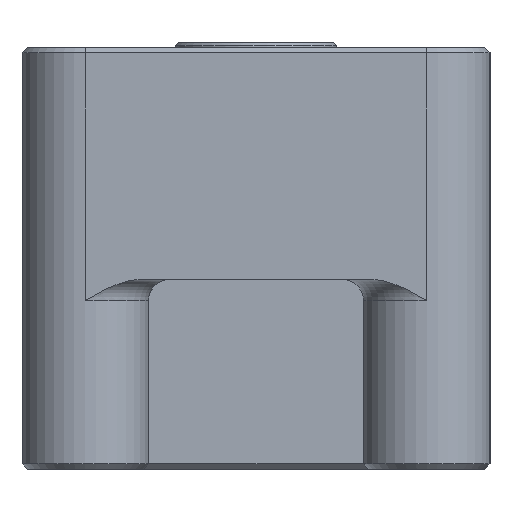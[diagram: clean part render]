
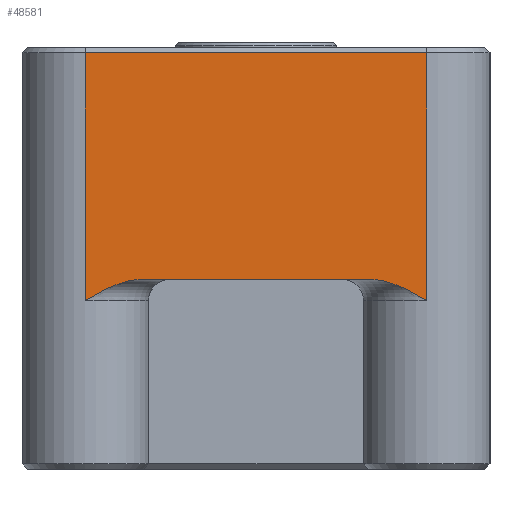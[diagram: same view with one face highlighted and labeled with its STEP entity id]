
A CAD part, front view. The second image highlights one B-rep face of the part: STEP entity #48581.
In plain terms, the highlighted planar face has unit normal (0, -1, 0).
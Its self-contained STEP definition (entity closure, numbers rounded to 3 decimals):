
#33=B_SPLINE_CURVE_WITH_KNOTS('',3,(#67581,#67582,#67583,#67584,#67585),
 .UNSPECIFIED.,.F.,.F.,(4,1,4),(0.,0.003,0.006),
 .UNSPECIFIED.);
#35=B_SPLINE_CURVE_WITH_KNOTS('',3,(#69966,#69967,#69968,#69969,#69970),
 .UNSPECIFIED.,.F.,.F.,(4,1,4),(0.,0.003,0.006),
 .UNSPECIFIED.);
#7218=ORIENTED_EDGE('',*,*,#16028,.T.);
#7219=ORIENTED_EDGE('',*,*,#16029,.T.);
#7220=ORIENTED_EDGE('',*,*,#16030,.T.);
#7221=ORIENTED_EDGE('',*,*,#16031,.T.);
#7222=ORIENTED_EDGE('',*,*,#14482,.F.);
#7223=ORIENTED_EDGE('',*,*,#14821,.T.);
#14482=EDGE_CURVE('',#19379,#19380,#22583,.T.);
#14821=EDGE_CURVE('',#19379,#19599,#33,.T.);
#16028=EDGE_CURVE('',#19599,#20306,#23358,.T.);
#16029=EDGE_CURVE('',#20306,#20307,#23359,.T.);
#16030=EDGE_CURVE('',#20307,#20308,#23360,.F.);
#16031=EDGE_CURVE('',#20308,#19380,#35,.F.);
#19379=VERTEX_POINT('',#66889);
#19380=VERTEX_POINT('',#66891);
#19599=VERTEX_POINT('',#67580);
#20306=VERTEX_POINT('',#69961);
#20307=VERTEX_POINT('',#69963);
#20308=VERTEX_POINT('',#69965);
#22583=LINE('',#66890,#25364);
#23358=LINE('',#69960,#26139);
#23359=LINE('',#69962,#26140);
#23360=LINE('',#69964,#26141);
#25364=VECTOR('',#55657,1000.);
#26139=VECTOR('',#59120,1000.);
#26140=VECTOR('',#59121,1000.);
#26141=VECTOR('',#59122,1000.);
#28433=EDGE_LOOP('',(#7218,#7219,#7220,#7221,#7222,#7223));
#30813=FACE_BOUND('',#28433,.T.);
#32578=PLANE('',#51661);
#48581=ADVANCED_FACE('',(#30813),#32578,.F.);
#51661=AXIS2_PLACEMENT_3D('',#69959,#59118,#59119);
#55657=DIRECTION('',(-1.,0.,0.));
#59118=DIRECTION('',(0.,1.,0.));
#59119=DIRECTION('',(0.,0.,1.));
#59120=DIRECTION('',(0.,0.,1.));
#59121=DIRECTION('',(-1.,0.,0.));
#59122=DIRECTION('',(0.,0.,1.));
#66889=CARTESIAN_POINT('',(10.908,-300.,-22.));
#66890=CARTESIAN_POINT('',(10.2,-300.,-22.));
#66891=CARTESIAN_POINT('',(-10.908,-300.,-22.));
#67580=CARTESIAN_POINT('',(16.2,-300.,-24.));
#67581=CARTESIAN_POINT('',(10.908,-300.,-22.));
#67582=CARTESIAN_POINT('',(11.874,-300.,-22.));
#67583=CARTESIAN_POINT('',(13.729,-300.,-22.572));
#67584=CARTESIAN_POINT('',(15.375,-300.,-23.524));
#67585=CARTESIAN_POINT('',(16.2,-300.,-24.));
#69959=CARTESIAN_POINT('',(22.2,-300.,-40.));
#69960=CARTESIAN_POINT('',(16.2,-300.,-40.));
#69961=CARTESIAN_POINT('',(16.2,-300.,-0.5));
#69962=CARTESIAN_POINT('',(22.2,-300.,-0.5));
#69963=CARTESIAN_POINT('',(-16.2,-300.,-0.5));
#69964=CARTESIAN_POINT('',(-16.2,-300.,-40.));
#69965=CARTESIAN_POINT('',(-16.2,-300.,-24.));
#69966=CARTESIAN_POINT('',(-10.908,-300.,-22.));
#69967=CARTESIAN_POINT('',(-11.874,-300.,-22.));
#69968=CARTESIAN_POINT('',(-13.729,-300.,-22.572));
#69969=CARTESIAN_POINT('',(-15.375,-300.,-23.524));
#69970=CARTESIAN_POINT('',(-16.2,-300.,-24.));
